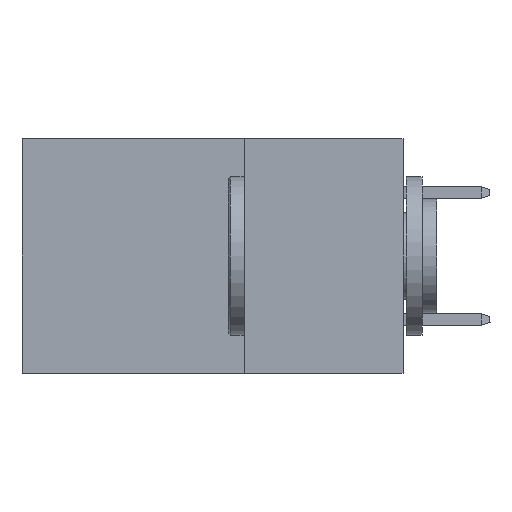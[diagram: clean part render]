
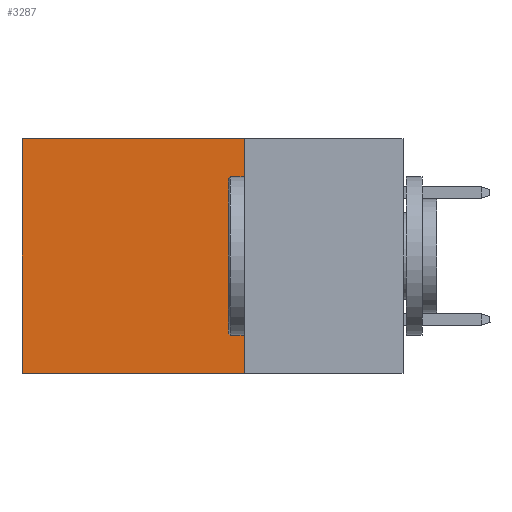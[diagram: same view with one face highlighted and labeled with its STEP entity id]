
A CAD part, left-side view. The second image highlights one B-rep face of the part: STEP entity #3287.
In plain terms, the highlighted planar face has unit normal (-1, 0, 0).
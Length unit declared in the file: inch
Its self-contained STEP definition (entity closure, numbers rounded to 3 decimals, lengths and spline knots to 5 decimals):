
#1414 = LINE ( 'NONE', #7746, #22447 ) ;
#1863 = EDGE_CURVE ( 'NONE', #6580, #9004, #22727, .T. ) ;
#3236 = LINE ( 'NONE', #10059, #16379 ) ;
#3287 = ADVANCED_FACE ( 'NONE', ( #7462 ), #7165, .F. ) ;
#3507 = EDGE_LOOP ( 'NONE', ( #24229, #23039, #18148, #7143 ) ) ;
#3623 = EDGE_CURVE ( 'NONE', #26216, #9004, #8641, .T. ) ;
#4896 = CARTESIAN_POINT ( 'NONE',  ( 0.2875, 0.6, -0.37 ) ) ;
#6580 = VERTEX_POINT ( 'NONE', #19199 ) ;
#7143 = ORIENTED_EDGE ( 'NONE', *, *, #11543, .T. ) ;
#7165 = PLANE ( 'NONE',  #24313 ) ;
#7462 = FACE_OUTER_BOUND ( 'NONE', #3507, .T. ) ;
#7746 = CARTESIAN_POINT ( 'NONE',  ( 0.2875, 0.25, 0. ) ) ;
#7974 = EDGE_CURVE ( 'NONE', #27124, #26216, #3236, .T. ) ;
#8641 = LINE ( 'NONE', #17977, #13055 ) ;
#9004 = VERTEX_POINT ( 'NONE', #4896 ) ;
#9262 = DIRECTION ( 'NONE',  ( 0., 0., -1. ) ) ;
#10059 = CARTESIAN_POINT ( 'NONE',  ( 0.2875, 0.25, 0. ) ) ;
#10510 = DIRECTION ( 'NONE',  ( 0., 0., -1. ) ) ;
#10583 = DIRECTION ( 'NONE',  ( 0., 1., 0. ) ) ;
#11543 = EDGE_CURVE ( 'NONE', #27124, #6580, #1414, .T. ) ;
#11643 = DIRECTION ( 'NONE',  ( 1., 0., 0. ) ) ;
#13021 = VECTOR ( 'NONE', #23162, 39.37008 ) ;
#13055 = VECTOR ( 'NONE', #17686, 39.37008 ) ;
#14485 = CARTESIAN_POINT ( 'NONE',  ( 0.2875, 0.25, -0.37 ) ) ;
#16379 = VECTOR ( 'NONE', #10510, 39.37008 ) ;
#17686 = DIRECTION ( 'NONE',  ( 0., 1., 0. ) ) ;
#17977 = CARTESIAN_POINT ( 'NONE',  ( 0.2875, 0.25, -0.37 ) ) ;
#18148 = ORIENTED_EDGE ( 'NONE', *, *, #7974, .F. ) ;
#18152 = CARTESIAN_POINT ( 'NONE',  ( 0.2875, 0.25, 0. ) ) ;
#18567 = CARTESIAN_POINT ( 'NONE',  ( 0.2875, 0.6, 0. ) ) ;
#19199 = CARTESIAN_POINT ( 'NONE',  ( 0.2875, 0.6, 0. ) ) ;
#22447 = VECTOR ( 'NONE', #10583, 39.37008 ) ;
#22727 = LINE ( 'NONE', #18567, #13021 ) ;
#23039 = ORIENTED_EDGE ( 'NONE', *, *, #3623, .F. ) ;
#23162 = DIRECTION ( 'NONE',  ( 0., 0., -1. ) ) ;
#24229 = ORIENTED_EDGE ( 'NONE', *, *, #1863, .T. ) ;
#24313 = AXIS2_PLACEMENT_3D ( 'NONE', #25237, #11643, #9262 ) ;
#25237 = CARTESIAN_POINT ( 'NONE',  ( 0.2875, 0.25, 0. ) ) ;
#26216 = VERTEX_POINT ( 'NONE', #14485 ) ;
#27124 = VERTEX_POINT ( 'NONE', #18152 ) ;
